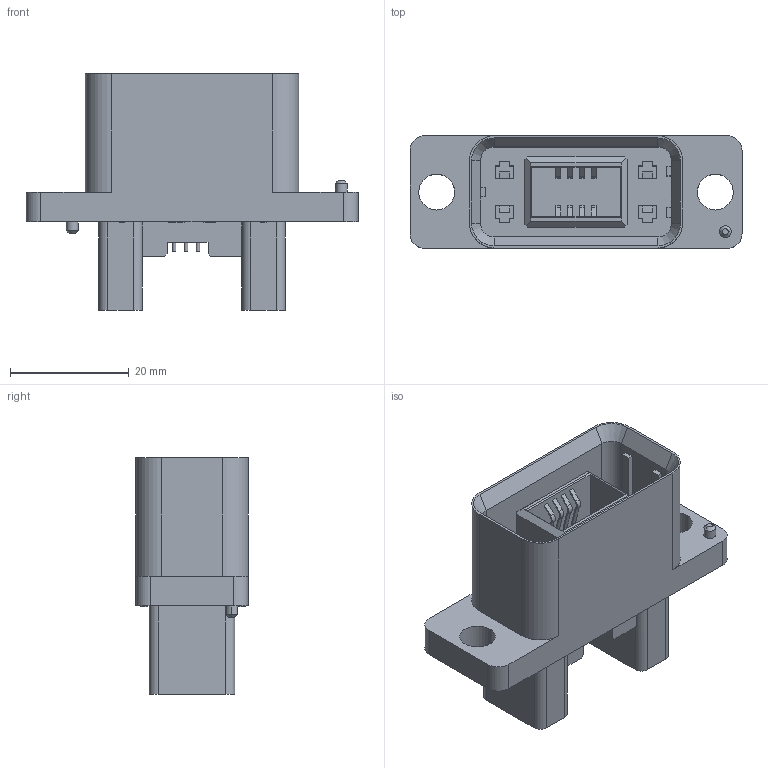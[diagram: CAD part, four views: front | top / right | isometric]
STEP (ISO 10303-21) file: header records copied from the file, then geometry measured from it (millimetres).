
FILE_DESCRIPTION((''),'2;1');
FILE_NAME('C-0292182-08-3','2007-11-20T',('workeradm'),('Tyco Electronics Corporation'),'PRO/ENGINEER BY PARAMETRIC TECHNOLOGY CORPORATION, 2005450','PRO/ENGINEER BY PARAMETRIC TECHNOLOGY CORPORATION, 2005450','');
FILE_SCHEMA(('CONFIG_CONTROL_DESIGN', 'GEOMETRIC_VALIDATION_PROPERTIES_MIM'));
Length unit declared in the file: millimetre
Products named in the file (1): C-0292182-08-3
Bounding box: 56 x 19 x 39.9 mm (x, y, z)
Volume: 14052.2 mm3; surface area: 10357.5 mm2
Topology: 1 solids, 1 shells, 590 faces, 1610 edges, 1068 vertices
Faces by surface type: plane 522, cylinder 60, cone 8
Entity records: 18527 total; most frequent: CARTESIAN_POINT 3269, ORIENTED_EDGE 3220, DIRECTION 2922, EDGE_CURVE 1610, VECTOR 1478, LINE 1478, VERTEX_POINT 1068, AXIS2_PLACEMENT_3D 722
